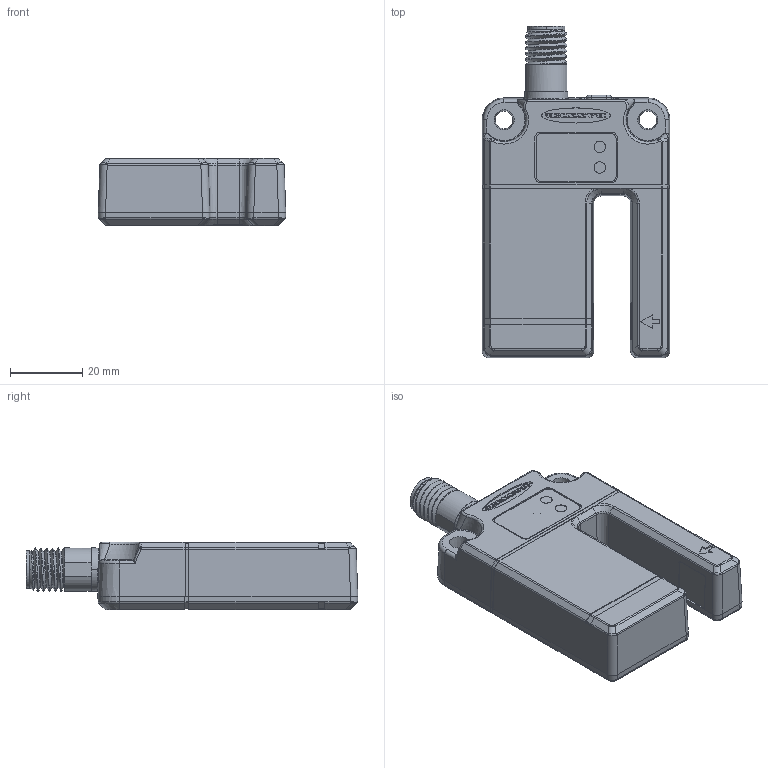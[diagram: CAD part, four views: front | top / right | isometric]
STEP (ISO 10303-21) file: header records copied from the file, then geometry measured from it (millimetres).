
FILE_DESCRIPTION((''),'2;1');
FILE_NAME('159576_ASM','2015-10-21T',('pdmadmin'),(''),'PRO/ENGINEER BY PARAMETRIC TECHNOLOGY CORPORATION, 2013230','PRO/ENGINEER BY PARAMETRIC TECHNOLOGY CORPORATION, 2013230','');
FILE_SCHEMA(('CONFIG_CONTROL_DESIGN'));
Length unit declared in the file: inch
Products named in the file (8): 60519; 55387; 58320; 62333_AF0; 41089_AF0; 40129; 55389; 159576_ASM
Assembly tree (8 placements, depth 2):
  159576_ASM
    60519
    55387  x2
    58320
    62333_AF0
    41089_AF0
    40129
    55389
Bounding box: 52.07 x 92.04 x 18.8 mm (x, y, z)
Volume: 26203.2 mm3; surface area: 29010.2 mm2
Topology: 8 solids, 9 shells, 1306 faces, 3315 edges, 2070 vertices
Faces by surface type: plane 533, cylinder 315, bspline 142, extrusion 123, cone 98, torus 49, sphere 46
Entity records: 49641 total; most frequent: CARTESIAN_POINT 19670, ORIENTED_EDGE 6578, DIRECTION 5540, EDGE_CURVE 3291, VERTEX_POINT 2054, VECTOR 1904, AXIS2_PLACEMENT_3D 1818, LINE 1781
